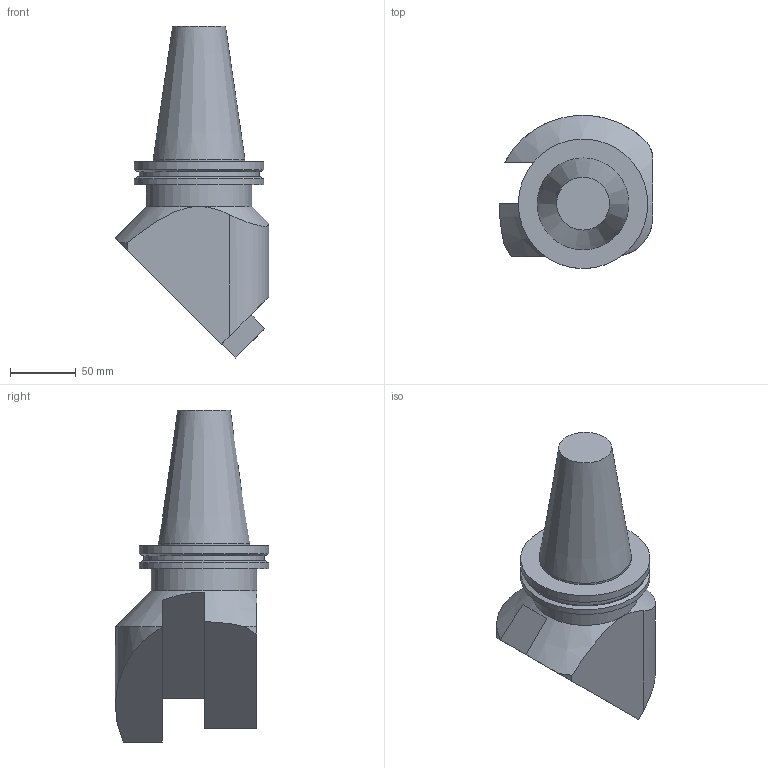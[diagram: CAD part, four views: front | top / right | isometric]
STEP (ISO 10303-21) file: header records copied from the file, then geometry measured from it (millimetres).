
FILE_DESCRIPTION((''),'1');
FILE_NAME('BCV50Y-45-BH1.250L-5.5.stp','2018-03-14T04:22:24',(''),(''),'Spatial Interop R21 SP3','Kubotek KeyCreator 2011 V10.0.2 (22737)',' ');
FILE_SCHEMA(('automotive_design'));
Length unit declared in the file: millimetre
Products named in the file (1): Unnamed[1]
Bounding box: 116.73 x 116.71 x 252.43 mm (x, y, z)
Volume: 1097195.1 mm3; surface area: 83690.9 mm2
Topology: 1 solids, 1 shells, 29 faces, 65 edges, 42 vertices
Faces by surface type: plane 15, cylinder 10, cone 4
Full cylindrical faces by diameter (mm): 69.85 x1, 80 x1, 91.29 x1, 98.425 x2
Entity records: 1458 total; most frequent: CARTESIAN_POINT 187, DIRECTION 132, PRESENTATION_STYLE_ASSIGNMENT 116, COLOUR_RGB 116, ORIENTED_EDGE 112, STYLED_ITEM 86, CURVE_STYLE 86, DRAUGHTING_PRE_DEFINED_CURVE_FONT 86
